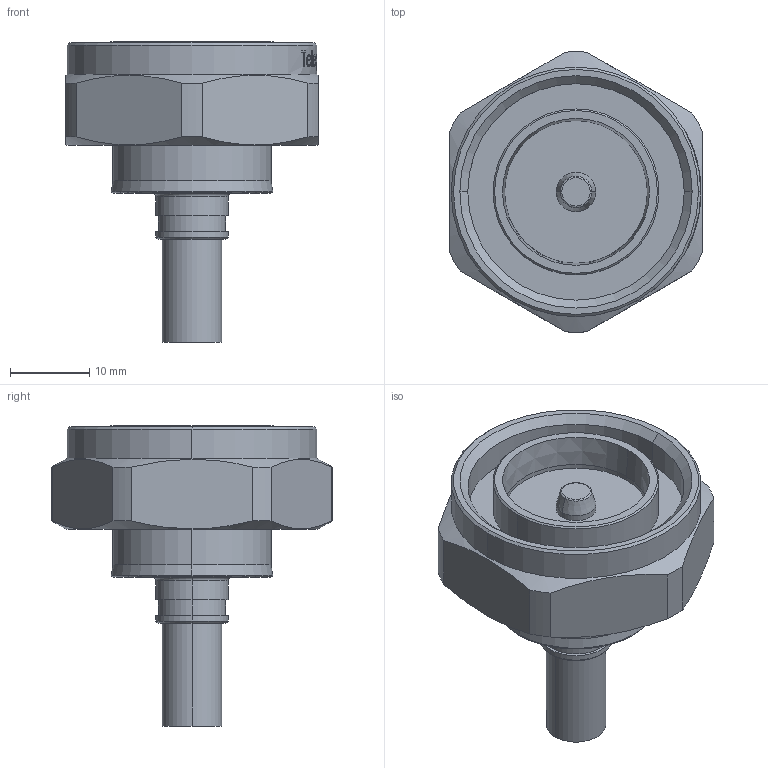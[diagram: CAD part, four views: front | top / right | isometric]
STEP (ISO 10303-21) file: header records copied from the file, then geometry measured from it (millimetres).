
FILE_DESCRIPTION (( 'STEP AP214' ), '1' );
FILE_NAME ('J01120A0105.STEP', '2018-11-19T07:30:24', ( '' ), ( '' ), 'SwSTEP 2.0', 'SolidWorks 2017', '' );
FILE_SCHEMA (( 'AUTOMOTIVE_DESIGN' ));
Length unit declared in the file: millimetre
Products named in the file (1): J01120A0105
Bounding box: 32 x 35.49 x 38 mm (x, y, z)
Volume: 11144.3 mm3; surface area: 5219.1 mm2
Topology: 1 solids, 1 shells, 252 faces, 629 edges, 408 vertices
Faces by surface type: plane 84, bspline 78, cylinder 54, cone 28, torus 8
Entity records: 13256 total; most frequent: CARTESIAN_POINT 4939, ORIENTED_EDGE 1258, DIRECTION 957, EDGE_CURVE 629, VERTEX_POINT 408, AXIS2_PLACEMENT_3D 343, EDGE_LOOP 281, LINE 271
